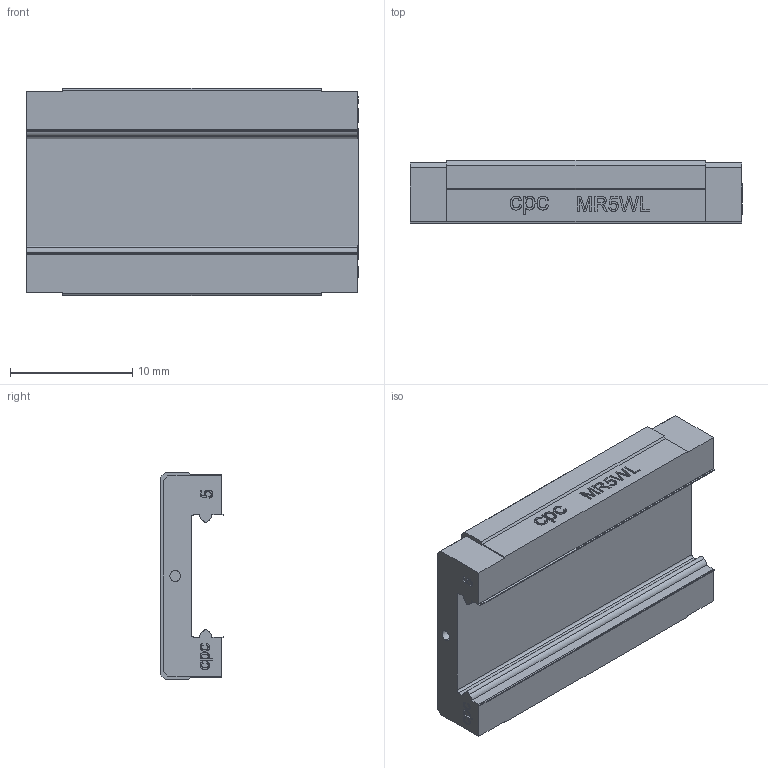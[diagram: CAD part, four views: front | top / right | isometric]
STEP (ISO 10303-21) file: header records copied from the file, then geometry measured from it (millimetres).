
FILE_DESCRIPTION (( 'STEP AP203' ), '1' );
FILE_NAME ('5WL-SU-ZU-block.STEP', '2015-03-05T01:28:22', ( 'cpc' ), ( '' ), 'SwSTEP 2.0', 'SolidWorks 2010', '' );
FILE_SCHEMA (( 'CONFIG_CONTROL_DESIGN' ));
Length unit declared in the file: millimetre
Products named in the file (1): 5WL-SU-ZU-block
Bounding box: 27.2 x 5.15 x 17 mm (x, y, z)
Volume: 1542 mm3; surface area: 1596 mm2
Topology: 1 solids, 1 shells, 431 faces, 1163 edges, 766 vertices
Faces by surface type: plane 222, bspline 164, cylinder 29, cone 16
Entity records: 27664 total; most frequent: CARTESIAN_POINT 17869, ORIENTED_EDGE 2310, DIRECTION 1429, EDGE_CURVE 1155, VERTEX_POINT 766, LINE 761, VECTOR 761, EDGE_LOOP 471
